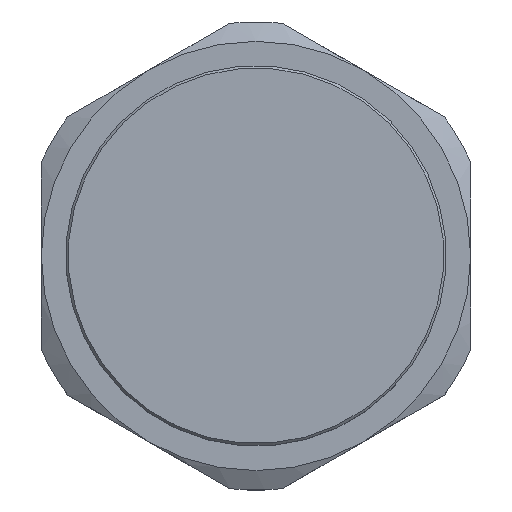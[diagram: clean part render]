
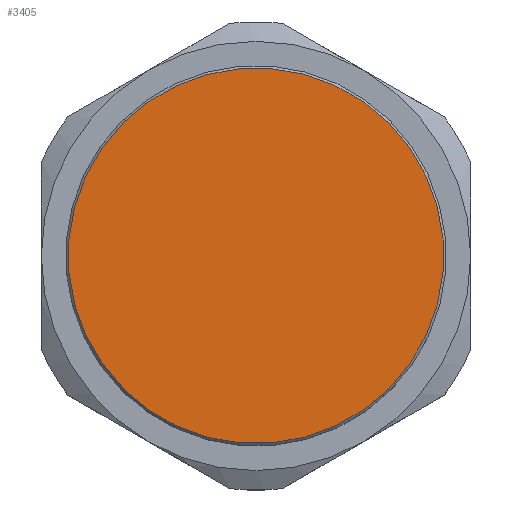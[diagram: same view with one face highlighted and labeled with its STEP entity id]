
A CAD part, top view. The second image highlights one B-rep face of the part: STEP entity #3405.
In plain terms, the highlighted planar face has unit normal (0, 0, 1).
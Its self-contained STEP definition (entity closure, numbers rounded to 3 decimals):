
#3385=CARTESIAN_POINT('',(-16.18,-34.935,120.));
#3386=VERTEX_POINT('',#3385);
#3387=CARTESIAN_POINT('',(0.,0.,120.));
#3388=DIRECTION('',(0.,0.,-1.0));
#3389=DIRECTION('',(0.42,0.907,0.));
#3390=AXIS2_PLACEMENT_3D('',#3387,#3388,#3389);
#3391=CIRCLE('',#3390,38.5);
#3392=EDGE_CURVE('',#3386,#3386,#3391,.T.);
#3397=CARTESIAN_POINT('',(0.,0.,120.));
#3398=DIRECTION('',(0.0,0.0,-1.0));
#3399=DIRECTION('',(0.42,0.907,0.0));
#3400=AXIS2_PLACEMENT_3D('',#3397,#3398,#3399);
#3401=PLANE('',#3400);
#3402=ORIENTED_EDGE('',*,*,#3392,.F.);
#3403=EDGE_LOOP('',(#3402));
#3404=FACE_OUTER_BOUND('',#3403,.T.);
#3405=ADVANCED_FACE('',(#3404),#3401,.F.);
